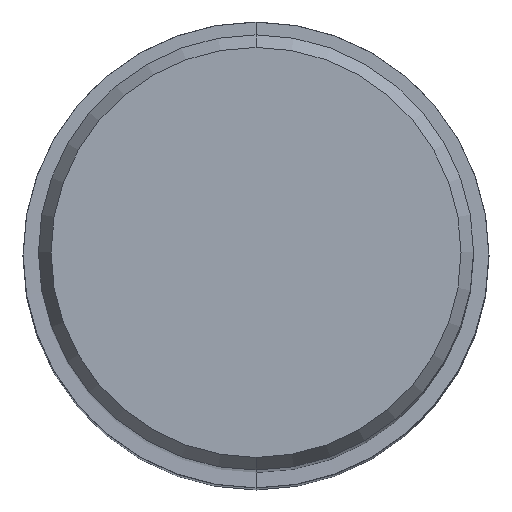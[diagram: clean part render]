
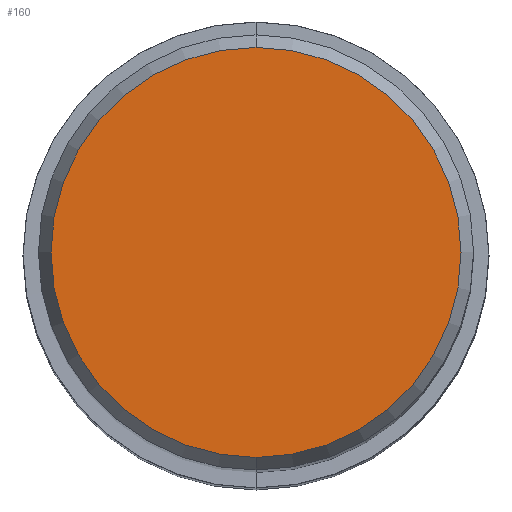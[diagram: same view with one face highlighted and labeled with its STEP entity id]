
A CAD part, top view. The second image highlights one B-rep face of the part: STEP entity #160.
In plain terms, the highlighted planar face has unit normal (0, 0, 1).
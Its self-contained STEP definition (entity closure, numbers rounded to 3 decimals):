
#140=VERTEX_POINT('',#321);
#160=ADVANCED_FACE('',(#342),#343,.T.);
#188=VERTEX_POINT('',#375);
#218=EDGE_CURVE('',#140,#188,#413,.T.);
#238=EDGE_CURVE('',#188,#140,#434,.T.);
#321=CARTESIAN_POINT('',(0.,-7.479,0.01));
#342=FACE_OUTER_BOUND('',#550,.T.);
#343=PLANE('',#551);
#375=CARTESIAN_POINT('',(0.0,7.479,0.01));
#413=CIRCLE('',#635,7.479);
#434=CIRCLE('',#664,7.479);
#550=EDGE_LOOP('',(#772,#773));
#551=AXIS2_PLACEMENT_3D('',#774,#775,#776);
#635=AXIS2_PLACEMENT_3D('',#875,#876,#877);
#664=AXIS2_PLACEMENT_3D('',#889,#890,#891);
#772=ORIENTED_EDGE('',*,*,#238,.F.);
#773=ORIENTED_EDGE('',*,*,#218,.F.);
#774=CARTESIAN_POINT('',(0.0,3.74,0.01));
#775=DIRECTION('',(-0.0,0.0,1.0));
#776=DIRECTION('',(0.0,-1.0,0.0));
#875=CARTESIAN_POINT('',(0.0,0.0,0.01));
#876=DIRECTION('',(0.0,0.0,-1.0));
#877=DIRECTION('',(0.0,1.0,0.0));
#889=CARTESIAN_POINT('',(0.0,0.0,0.01));
#890=DIRECTION('',(0.0,0.0,-1.0));
#891=DIRECTION('',(0.0,1.0,0.0));
